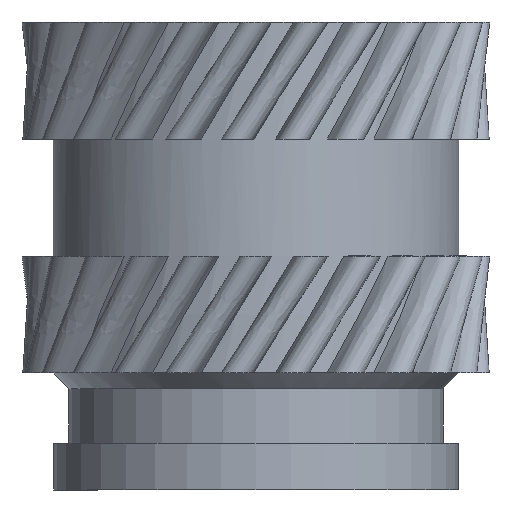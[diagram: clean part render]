
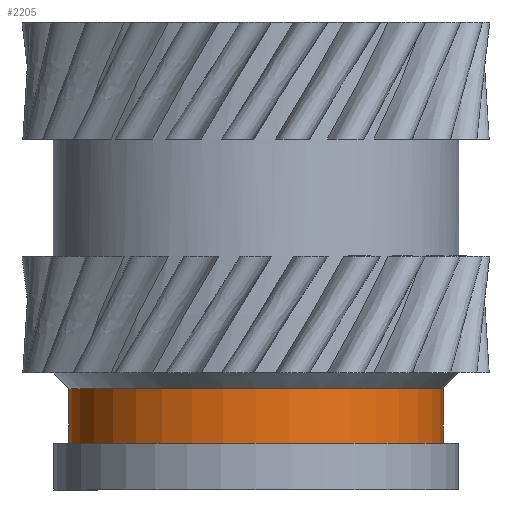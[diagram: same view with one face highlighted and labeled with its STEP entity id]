
A CAD part, front view. The second image highlights one B-rep face of the part: STEP entity #2205.
In plain terms, the highlighted cylindrical face has radius 1.2 mm (diameter 2.4 mm), a full revolution.
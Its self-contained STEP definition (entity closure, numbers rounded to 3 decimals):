
#196=FACE_OUTER_BOUND('',#325,.T.);
#325=EDGE_LOOP('',(#1897,#1898,#1899,#1900,#1901));
#480=CIRCLE('',#2417,1.2);
#482=CIRCLE('',#2419,1.2);
#485=CIRCLE('',#2426,1.2);
#743=LINE('',#7360,#765);
#765=VECTOR('',#2792,1.2);
#1004=VERTEX_POINT('',#6006);
#1005=VERTEX_POINT('',#6007);
#1009=VERTEX_POINT('',#7357);
#1293=EDGE_CURVE('',#1004,#1005,#480,.T.);
#1296=EDGE_CURVE('',#1005,#1004,#482,.T.);
#1326=EDGE_CURVE('',#1009,#1009,#485,.T.);
#1327=EDGE_CURVE('',#1009,#1005,#743,.T.);
#1897=ORIENTED_EDGE('',*,*,#1326,.F.);
#1898=ORIENTED_EDGE('',*,*,#1327,.T.);
#1899=ORIENTED_EDGE('',*,*,#1296,.T.);
#1900=ORIENTED_EDGE('',*,*,#1293,.T.);
#1901=ORIENTED_EDGE('',*,*,#1327,.F.);
#2128=CYLINDRICAL_SURFACE('',#2427,1.2);
#2205=ADVANCED_FACE('',(#196),#2128,.T.);
#2417=AXIS2_PLACEMENT_3D('',#6008,#2768,#2769);
#2419=AXIS2_PLACEMENT_3D('',#6012,#2773,#2774);
#2426=AXIS2_PLACEMENT_3D('',#7358,#2788,#2789);
#2427=AXIS2_PLACEMENT_3D('',#7359,#2790,#2791);
#2768=DIRECTION('center_axis',(0.,0.,-1.));
#2769=DIRECTION('ref_axis',(-1.,0.,0.));
#2773=DIRECTION('center_axis',(0.,0.,-1.));
#2774=DIRECTION('ref_axis',(-1.,0.,0.));
#2788=DIRECTION('center_axis',(0.,0.,-1.));
#2789=DIRECTION('ref_axis',(-1.,0.,0.));
#2790=DIRECTION('center_axis',(0.,0.,-1.));
#2791=DIRECTION('ref_axis',(-1.,0.,0.));
#2792=DIRECTION('',(0.,0.,1.));
#6006=CARTESIAN_POINT('',(0.,-1.2,-2.35));
#6007=CARTESIAN_POINT('',(1.2,0.,-2.35));
#6008=CARTESIAN_POINT('Origin',(0.,0.,-2.35));
#6012=CARTESIAN_POINT('Origin',(0.,0.,-2.35));
#7357=CARTESIAN_POINT('',(1.2,0.,-2.7));
#7358=CARTESIAN_POINT('Origin',(0.,0.,-2.7));
#7359=CARTESIAN_POINT('Origin',(0.,0.,-2.525));
#7360=CARTESIAN_POINT('',(1.2,0.,-2.525));
